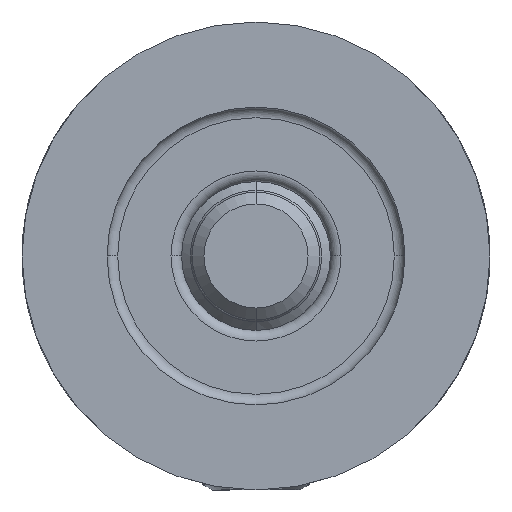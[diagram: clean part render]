
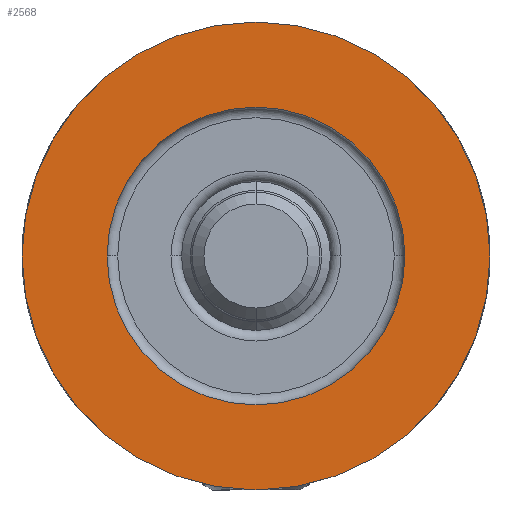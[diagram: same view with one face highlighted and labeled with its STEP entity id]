
A CAD part, front view. The second image highlights one B-rep face of the part: STEP entity #2568.
In plain terms, the highlighted face is planar.
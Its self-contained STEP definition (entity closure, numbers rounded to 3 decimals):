
#11 = AXIS2_PLACEMENT_3D ( 'NONE', #1975, #1031, #1778 ) ;
#19 = ORIENTED_EDGE ( 'NONE', *, *, #1695, .F. ) ;
#24 = ORIENTED_EDGE ( 'NONE', *, *, #1589, .F. ) ;
#164 = EDGE_CURVE ( 'NONE', #2363, #2412, #1590, .T. ) ;
#322 = AXIS2_PLACEMENT_3D ( 'NONE', #987, #1955, #3209 ) ;
#326 = DIRECTION ( 'NONE',  ( -1., 0., 0. ) ) ;
#337 = CARTESIAN_POINT ( 'NONE',  ( 0., 0., 10. ) ) ;
#367 = DIRECTION ( 'NONE',  ( 0., 0., -1. ) ) ;
#665 = CARTESIAN_POINT ( 'NONE',  ( 11., 0., 10. ) ) ;
#751 = AXIS2_PLACEMENT_3D ( 'NONE', #337, #1361, #2090 ) ;
#784 = VERTEX_POINT ( 'NONE', #665 ) ;
#906 = CIRCLE ( 'NONE', #751, 11. ) ;
#987 = CARTESIAN_POINT ( 'NONE',  ( 0., 0., 10. ) ) ;
#1031 = DIRECTION ( 'NONE',  ( 0., 0., -1. ) ) ;
#1053 = AXIS2_PLACEMENT_3D ( 'NONE', #1697, #1714, #1646 ) ;
#1313 = CARTESIAN_POINT ( 'NONE',  ( 0., 0., 10. ) ) ;
#1361 = DIRECTION ( 'NONE',  ( 0., 0., -1. ) ) ;
#1500 = FACE_OUTER_BOUND ( 'NONE', #2464, .T. ) ;
#1588 = AXIS2_PLACEMENT_3D ( 'NONE', #1313, #367, #326 ) ;
#1589 = EDGE_CURVE ( 'NONE', #1731, #784, #1743, .T. ) ;
#1590 = CIRCLE ( 'NONE', #322, 7. ) ;
#1646 = DIRECTION ( 'NONE',  ( -1., 0., 0. ) ) ;
#1677 = ORIENTED_EDGE ( 'NONE', *, *, #2156, .F. ) ;
#1678 = CARTESIAN_POINT ( 'NONE',  ( -11., 0., 10. ) ) ;
#1695 = EDGE_CURVE ( 'NONE', #2412, #2363, #2879, .T. ) ;
#1697 = CARTESIAN_POINT ( 'NONE',  ( 0., 0., 10. ) ) ;
#1714 = DIRECTION ( 'NONE',  ( 0., 0., 1. ) ) ;
#1731 = VERTEX_POINT ( 'NONE', #1678 ) ;
#1743 = CIRCLE ( 'NONE', #1588, 11. ) ;
#1746 = FACE_BOUND ( 'NONE', #2083, .T. ) ;
#1778 = DIRECTION ( 'NONE',  ( -1., 0., 0. ) ) ;
#1955 = DIRECTION ( 'NONE',  ( 0., 0., 1. ) ) ;
#1975 = CARTESIAN_POINT ( 'NONE',  ( -15.613, -11., 10. ) ) ;
#2083 = EDGE_LOOP ( 'NONE', ( #3198, #19 ) ) ;
#2090 = DIRECTION ( 'NONE',  ( -1., 0., 0. ) ) ;
#2156 = EDGE_CURVE ( 'NONE', #784, #1731, #906, .T. ) ;
#2212 = CARTESIAN_POINT ( 'NONE',  ( 7., 0., 10. ) ) ;
#2363 = VERTEX_POINT ( 'NONE', #2905 ) ;
#2412 = VERTEX_POINT ( 'NONE', #2212 ) ;
#2464 = EDGE_LOOP ( 'NONE', ( #24, #1677 ) ) ;
#2530 = PLANE ( 'NONE',  #11 ) ;
#2568 = ADVANCED_FACE ( 'NONE', ( #1746, #1500 ), #2530, .F. ) ;
#2879 = CIRCLE ( 'NONE', #1053, 7. ) ;
#2905 = CARTESIAN_POINT ( 'NONE',  ( -7., 0., 10. ) ) ;
#3198 = ORIENTED_EDGE ( 'NONE', *, *, #164, .F. ) ;
#3209 = DIRECTION ( 'NONE',  ( -1., 0., 0. ) ) ;
